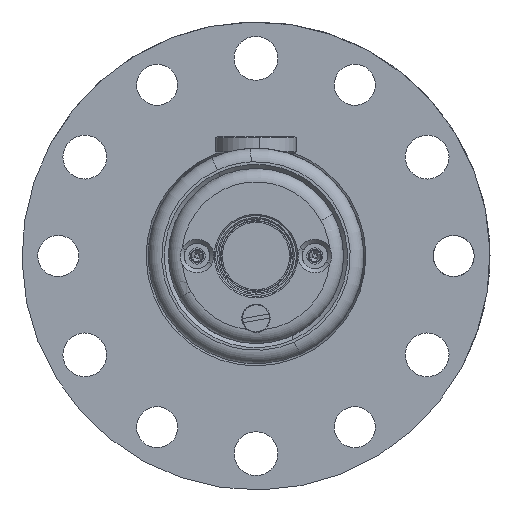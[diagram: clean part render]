
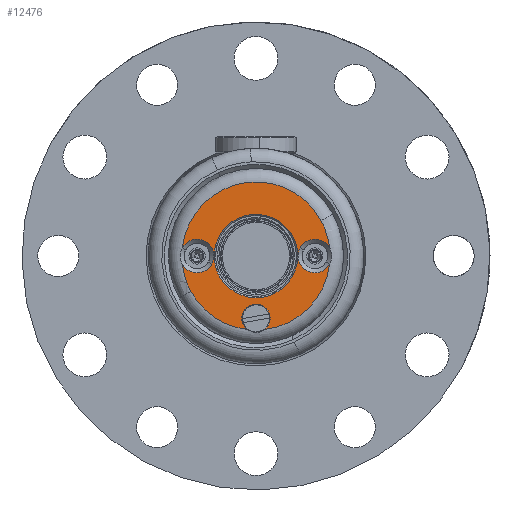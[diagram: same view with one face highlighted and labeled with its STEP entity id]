
A CAD part, front view. The second image highlights one B-rep face of the part: STEP entity #12476.
In plain terms, the highlighted planar face has unit normal (0, -1, 0).
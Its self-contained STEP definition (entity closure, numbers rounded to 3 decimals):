
#12350=AXIS2_PLACEMENT_3D('Plane Axis2P3D',#12347,#12348,#12349) ;
#12354=AXIS2_PLACEMENT_3D('Circle Axis2P3D',#12352,#12353,$) ;
#12363=AXIS2_PLACEMENT_3D('Circle Axis2P3D',#12361,#12362,$) ;
#12370=AXIS2_PLACEMENT_3D('Circle Axis2P3D',#12368,#12369,$) ;
#12377=AXIS2_PLACEMENT_3D('Circle Axis2P3D',#12375,#12376,$) ;
#12384=AXIS2_PLACEMENT_3D('Circle Axis2P3D',#12382,#12383,$) ;
#12391=AXIS2_PLACEMENT_3D('Circle Axis2P3D',#12389,#12390,$) ;
#12398=AXIS2_PLACEMENT_3D('Circle Axis2P3D',#12396,#12397,$) ;
#12405=AXIS2_PLACEMENT_3D('Circle Axis2P3D',#12403,#12404,$) ;
#12412=AXIS2_PLACEMENT_3D('Circle Axis2P3D',#12410,#12411,$) ;
#12419=AXIS2_PLACEMENT_3D('Circle Axis2P3D',#12417,#12418,$) ;
#12426=AXIS2_PLACEMENT_3D('Circle Axis2P3D',#12424,#12425,$) ;
#12433=AXIS2_PLACEMENT_3D('Circle Axis2P3D',#12431,#12432,$) ;
#12452=AXIS2_PLACEMENT_3D('Circle Axis2P3D',#12450,#12451,$) ;
#12461=AXIS2_PLACEMENT_3D('Circle Axis2P3D',#12459,#12460,$) ;
#12468=AXIS2_PLACEMENT_3D('Circle Axis2P3D',#12466,#12467,$) ;
#12347=CARTESIAN_POINT('Axis2P3D Location',(-11.,-334.5,0.)) ;
#12352=CARTESIAN_POINT('Axis2P3D Location',(0.,-334.5,0.)) ;
#12356=CARTESIAN_POINT('Vertex',(1.264,-334.5,-10.927)) ;
#12358=CARTESIAN_POINT('Vertex',(10.932,-334.5,-1.22)) ;
#12361=CARTESIAN_POINT('Axis2P3D Location',(8.75,-334.5,0.)) ;
#12365=CARTESIAN_POINT('Vertex',(6.556,-334.5,1.199)) ;
#12368=CARTESIAN_POINT('Axis2P3D Location',(8.75,-334.5,0.)) ;
#12372=CARTESIAN_POINT('Vertex',(10.932,-334.5,1.22)) ;
#12375=CARTESIAN_POINT('Axis2P3D Location',(0.,-334.5,0.)) ;
#12379=CARTESIAN_POINT('Vertex',(9.653,-334.5,5.274)) ;
#12382=CARTESIAN_POINT('Axis2P3D Location',(0.,-334.5,0.)) ;
#12386=CARTESIAN_POINT('Vertex',(-10.932,-334.5,1.22)) ;
#12389=CARTESIAN_POINT('Axis2P3D Location',(-8.75,-334.5,0.)) ;
#12393=CARTESIAN_POINT('Vertex',(-6.556,-334.5,-1.199)) ;
#12396=CARTESIAN_POINT('Axis2P3D Location',(-8.75,-334.5,0.)) ;
#12400=CARTESIAN_POINT('Vertex',(-10.932,-334.5,-1.22)) ;
#12403=CARTESIAN_POINT('Axis2P3D Location',(0.,-334.5,0.)) ;
#12407=CARTESIAN_POINT('Vertex',(-9.653,-334.5,-5.274)) ;
#12410=CARTESIAN_POINT('Axis2P3D Location',(0.,-334.5,0.)) ;
#12414=CARTESIAN_POINT('Vertex',(-1.264,-334.5,-10.927)) ;
#12417=CARTESIAN_POINT('Axis2P3D Location',(0.,-334.5,-9.25)) ;
#12421=CARTESIAN_POINT('Vertex',(-1.843,-334.5,-8.243)) ;
#12424=CARTESIAN_POINT('Axis2P3D Location',(0.,-334.5,-9.25)) ;
#12428=CARTESIAN_POINT('Vertex',(1.843,-334.5,-10.257)) ;
#12431=CARTESIAN_POINT('Axis2P3D Location',(0.,-334.5,-9.25)) ;
#12450=CARTESIAN_POINT('Axis2P3D Location',(0.,-334.5,0.)) ;
#12454=CARTESIAN_POINT('Vertex',(-5.741,-334.5,-2.341)) ;
#12456=CARTESIAN_POINT('Vertex',(-5.441,-334.5,-2.972)) ;
#12459=CARTESIAN_POINT('Axis2P3D Location',(0.,-334.5,0.)) ;
#12463=CARTESIAN_POINT('Vertex',(5.441,-334.5,2.972)) ;
#12466=CARTESIAN_POINT('Axis2P3D Location',(0.,-334.5,0.)) ;
#12348=DIRECTION('Axis2P3D Direction',(0.,-1.,0.)) ;
#12349=DIRECTION('Axis2P3D XDirection',(-1.,0.,0.)) ;
#12353=DIRECTION('Axis2P3D Direction',(0.,-1.,0.)) ;
#12362=DIRECTION('Axis2P3D Direction',(0.,-1.,0.)) ;
#12369=DIRECTION('Axis2P3D Direction',(0.,-1.,0.)) ;
#12376=DIRECTION('Axis2P3D Direction',(0.,-1.,0.)) ;
#12383=DIRECTION('Axis2P3D Direction',(0.,-1.,0.)) ;
#12390=DIRECTION('Axis2P3D Direction',(0.,-1.,0.)) ;
#12397=DIRECTION('Axis2P3D Direction',(0.,-1.,0.)) ;
#12404=DIRECTION('Axis2P3D Direction',(0.,-1.,0.)) ;
#12411=DIRECTION('Axis2P3D Direction',(0.,-1.,0.)) ;
#12418=DIRECTION('Axis2P3D Direction',(0.,-1.,0.)) ;
#12425=DIRECTION('Axis2P3D Direction',(0.,-1.,0.)) ;
#12432=DIRECTION('Axis2P3D Direction',(0.,-1.,0.)) ;
#12451=DIRECTION('Axis2P3D Direction',(0.,-1.,0.)) ;
#12460=DIRECTION('Axis2P3D Direction',(0.,-1.,0.)) ;
#12467=DIRECTION('Axis2P3D Direction',(0.,-1.,0.)) ;
#12437=ORIENTED_EDGE('',*,*,#12360,.T.) ;
#12438=ORIENTED_EDGE('',*,*,#12367,.F.) ;
#12439=ORIENTED_EDGE('',*,*,#12374,.F.) ;
#12440=ORIENTED_EDGE('',*,*,#12381,.T.) ;
#12441=ORIENTED_EDGE('',*,*,#12388,.T.) ;
#12442=ORIENTED_EDGE('',*,*,#12395,.F.) ;
#12443=ORIENTED_EDGE('',*,*,#12402,.F.) ;
#12444=ORIENTED_EDGE('',*,*,#12409,.T.) ;
#12445=ORIENTED_EDGE('',*,*,#12416,.T.) ;
#12446=ORIENTED_EDGE('',*,*,#12423,.F.) ;
#12447=ORIENTED_EDGE('',*,*,#12430,.F.) ;
#12448=ORIENTED_EDGE('',*,*,#12435,.F.) ;
#12472=ORIENTED_EDGE('',*,*,#12458,.F.) ;
#12473=ORIENTED_EDGE('',*,*,#12465,.F.) ;
#12474=ORIENTED_EDGE('',*,*,#12470,.F.) ;
#12475=FACE_BOUND('',#12471,.T.) ;
#12476=ADVANCED_FACE('Brep With Voids.1',(#12449,#12475),#12351,.T.) ;
#12355=CIRCLE('generated circle',#12354,11.) ;
#12364=CIRCLE('generated circle',#12363,2.5) ;
#12371=CIRCLE('generated circle',#12370,2.5) ;
#12378=CIRCLE('generated circle',#12377,11.) ;
#12385=CIRCLE('generated circle',#12384,11.) ;
#12392=CIRCLE('generated circle',#12391,2.5) ;
#12399=CIRCLE('generated circle',#12398,2.5) ;
#12406=CIRCLE('generated circle',#12405,11.) ;
#12413=CIRCLE('generated circle',#12412,11.) ;
#12420=CIRCLE('generated circle',#12419,2.1) ;
#12427=CIRCLE('generated circle',#12426,2.1) ;
#12434=CIRCLE('generated circle',#12433,2.1) ;
#12453=CIRCLE('generated circle',#12452,6.2) ;
#12462=CIRCLE('generated circle',#12461,6.2) ;
#12469=CIRCLE('generated circle',#12468,6.2) ;
#12360=EDGE_CURVE('',#12357,#12359,#12355,.T.) ;
#12367=EDGE_CURVE('',#12366,#12359,#12364,.T.) ;
#12374=EDGE_CURVE('',#12373,#12366,#12371,.T.) ;
#12381=EDGE_CURVE('',#12373,#12380,#12378,.T.) ;
#12388=EDGE_CURVE('',#12380,#12387,#12385,.T.) ;
#12395=EDGE_CURVE('',#12394,#12387,#12392,.T.) ;
#12402=EDGE_CURVE('',#12401,#12394,#12399,.T.) ;
#12409=EDGE_CURVE('',#12401,#12408,#12406,.T.) ;
#12416=EDGE_CURVE('',#12408,#12415,#12413,.T.) ;
#12423=EDGE_CURVE('',#12422,#12415,#12420,.T.) ;
#12430=EDGE_CURVE('',#12429,#12422,#12427,.T.) ;
#12435=EDGE_CURVE('',#12357,#12429,#12434,.T.) ;
#12458=EDGE_CURVE('',#12455,#12457,#12453,.T.) ;
#12465=EDGE_CURVE('',#12464,#12455,#12462,.T.) ;
#12470=EDGE_CURVE('',#12457,#12464,#12469,.T.) ;
#12436=EDGE_LOOP('',(#12437,#12438,#12439,#12440,#12441,#12442,#12443,#12444,#12445,#12446,#12447,#12448)) ;
#12471=EDGE_LOOP('',(#12472,#12473,#12474)) ;
#12449=FACE_OUTER_BOUND('',#12436,.T.) ;
#12351=PLANE('',#12350) ;
#12357=VERTEX_POINT('',#12356) ;
#12359=VERTEX_POINT('',#12358) ;
#12366=VERTEX_POINT('',#12365) ;
#12373=VERTEX_POINT('',#12372) ;
#12380=VERTEX_POINT('',#12379) ;
#12387=VERTEX_POINT('',#12386) ;
#12394=VERTEX_POINT('',#12393) ;
#12401=VERTEX_POINT('',#12400) ;
#12408=VERTEX_POINT('',#12407) ;
#12415=VERTEX_POINT('',#12414) ;
#12422=VERTEX_POINT('',#12421) ;
#12429=VERTEX_POINT('',#12428) ;
#12455=VERTEX_POINT('',#12454) ;
#12457=VERTEX_POINT('',#12456) ;
#12464=VERTEX_POINT('',#12463) ;
